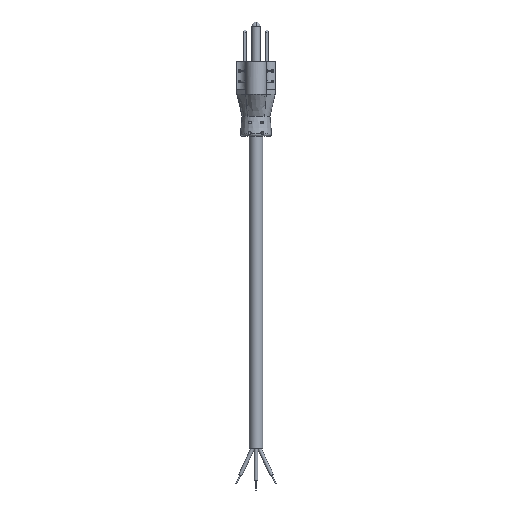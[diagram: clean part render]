
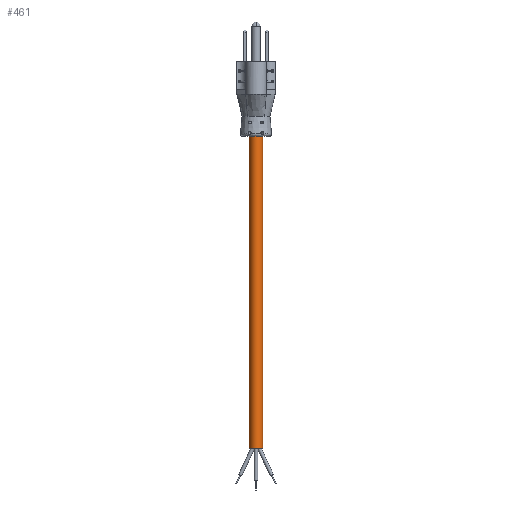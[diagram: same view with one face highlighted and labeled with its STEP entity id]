
A CAD part, front view. The second image highlights one B-rep face of the part: STEP entity #461.
In plain terms, the highlighted cylindrical face has radius 3.683 mm (diameter 7.366 mm), a partial arc.
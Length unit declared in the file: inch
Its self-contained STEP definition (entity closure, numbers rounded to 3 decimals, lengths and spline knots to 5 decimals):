
#340 = EDGE_CURVE ( 'NONE', #570, #507, #1820, .T. ) ;
#460 = ORIENTED_EDGE ( 'NONE', *, *, #572, .F. ) ;
#461 = ADVANCED_FACE ( 'NONE', ( #2158 ), #2096, .T. ) ;
#484 = ORIENTED_EDGE ( 'NONE', *, *, #558, .T. ) ;
#485 = EDGE_CURVE ( 'NONE', #556, #573, #2036, .T. ) ;
#507 = VERTEX_POINT ( 'NONE', #2118 ) ;
#513 = ORIENTED_EDGE ( 'NONE', *, *, #340, .F. ) ;
#534 = ORIENTED_EDGE ( 'NONE', *, *, #485, .T. ) ;
#556 = VERTEX_POINT ( 'NONE', #2387 ) ;
#558 = EDGE_CURVE ( 'NONE', #570, #556, #2433, .T. ) ;
#570 = VERTEX_POINT ( 'NONE', #2243 ) ;
#572 = EDGE_CURVE ( 'NONE', #507, #573, #2242, .T. ) ;
#573 = VERTEX_POINT ( 'NONE', #2238 ) ;
#658 = EDGE_LOOP ( 'NONE', ( #460, #513, #484, #534 ) ) ;
#1817 = DIRECTION ( 'NONE',  ( 1., 0., 0. ) ) ;
#1818 = DIRECTION ( 'NONE',  ( 0., 0., 1. ) ) ;
#1819 = AXIS2_PLACEMENT_3D ( 'NONE', #1913, #1818, #1817 ) ;
#1820 = CIRCLE ( 'NONE', #1819, 0.145 ) ;
#1913 = CARTESIAN_POINT ( 'NONE',  ( 0., 0., 7.11323 ) ) ;
#2032 = DIRECTION ( 'NONE',  ( 1., 0., 0. ) ) ;
#2033 = DIRECTION ( 'NONE',  ( 0., 0., 1. ) ) ;
#2034 = CARTESIAN_POINT ( 'NONE',  ( 0., 0., 0. ) ) ;
#2035 = AXIS2_PLACEMENT_3D ( 'NONE', #2034, #2033, #2032 ) ;
#2036 = CIRCLE ( 'NONE', #2035, 0.145 ) ;
#2092 = DIRECTION ( 'NONE',  ( -1., 0., 0. ) ) ;
#2093 = DIRECTION ( 'NONE',  ( 0., 0., -1. ) ) ;
#2094 = CARTESIAN_POINT ( 'NONE',  ( 0., 0., 7.52335 ) ) ;
#2095 = AXIS2_PLACEMENT_3D ( 'NONE', #2094, #2093, #2092 ) ;
#2096 = CYLINDRICAL_SURFACE ( 'NONE', #2095, 0.145 ) ;
#2118 = CARTESIAN_POINT ( 'NONE',  ( 0.145, 0., 7.11323 ) ) ;
#2158 = FACE_OUTER_BOUND ( 'NONE', #658, .T. ) ;
#2238 = CARTESIAN_POINT ( 'NONE',  ( 0.145, 0., 0. ) ) ;
#2239 = DIRECTION ( 'NONE',  ( 0., 0., -1. ) ) ;
#2240 = VECTOR ( 'NONE', #2239, 39.37008 ) ;
#2241 = CARTESIAN_POINT ( 'NONE',  ( 0.145, 0., 7.52335 ) ) ;
#2242 = LINE ( 'NONE', #2241, #2240 ) ;
#2243 = CARTESIAN_POINT ( 'NONE',  ( -0.145, 0., 7.11323 ) ) ;
#2387 = CARTESIAN_POINT ( 'NONE',  ( -0.145, 0., 0. ) ) ;
#2430 = DIRECTION ( 'NONE',  ( 0., 0., -1. ) ) ;
#2431 = VECTOR ( 'NONE', #2430, 39.37008 ) ;
#2432 = CARTESIAN_POINT ( 'NONE',  ( -0.145, 0., 7.52335 ) ) ;
#2433 = LINE ( 'NONE', #2432, #2431 ) ;
